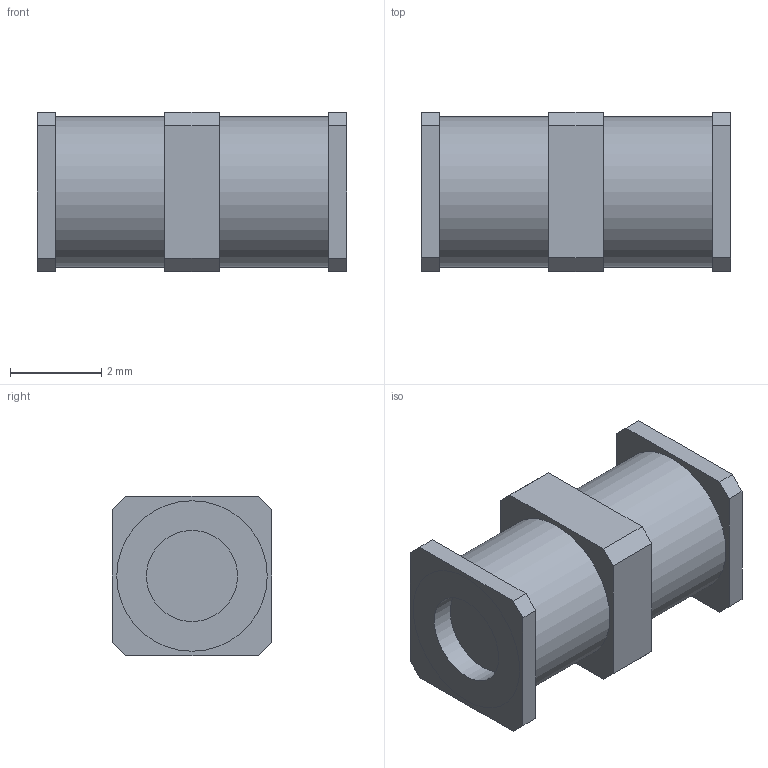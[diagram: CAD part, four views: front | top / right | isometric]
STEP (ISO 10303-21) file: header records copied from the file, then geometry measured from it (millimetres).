
FILE_DESCRIPTION(('FreeCAD Model'),'2;1');
FILE_NAME('Open CASCADE Shape Model','2023-05-06T22:59:20',( 'kicad StepUp'),('ksu MCAD'),'Open CASCADE STEP processor 7.6', 'FreeCAD','Unknown');
FILE_SCHEMA(('AUTOMOTIVE_DESIGN { 1 0 10303 214 1 1 1 1 }'));
Length unit declared in the file: millimetre
Products named in the file (1): B3Q090
Bounding box: 6.8 x 3.5 x 3.5 mm (x, y, z)
Volume: 62.1 mm3; surface area: 120.8 mm2
Topology: 1 solids, 1 shells, 38 faces, 86 edges, 58 vertices
Faces by surface type: plane 34, cylinder 4
Full cylindrical faces by diameter (mm): 2 x2, 3.3 x2
Entity records: 1346 total; most frequent: CARTESIAN_POINT 183, DIRECTION 174, ORIENTED_EDGE 172, EDGE_CURVE 86, LINE 76, VECTOR 76, VERTEX_POINT 58, AXIS2_PLACEMENT_3D 49
